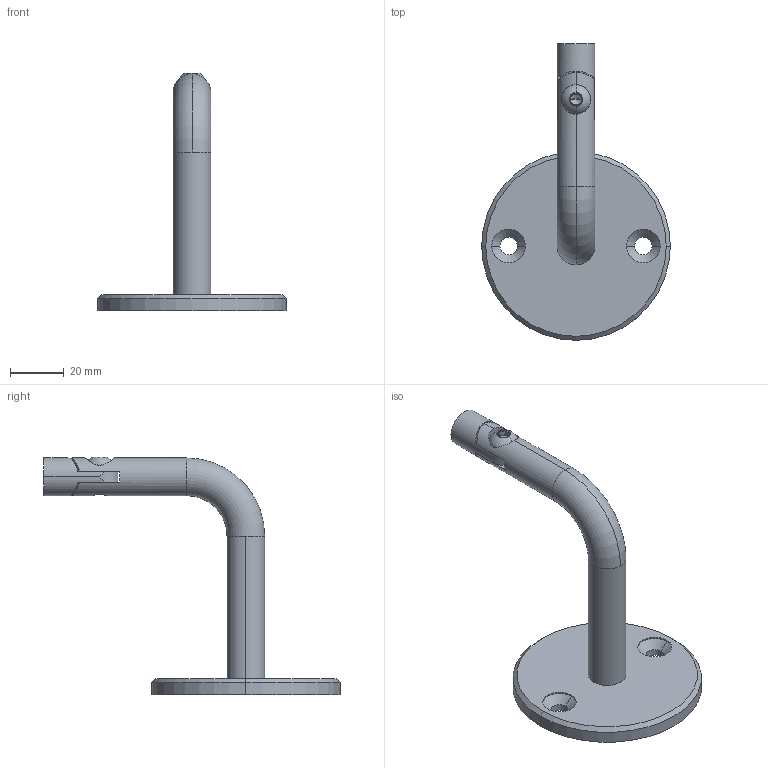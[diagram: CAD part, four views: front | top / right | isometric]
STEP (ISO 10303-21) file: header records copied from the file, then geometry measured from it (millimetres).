
FILE_DESCRIPTION (( 'STEP AP203' ), '1' );
FILE_NAME ('50207-240.step', '2020-09-02T14:09:09', ( '' ), ( '' ), 'SwSTEP 2.0', 'SolidWorks 2018', '' );
FILE_SCHEMA (( 'CONFIG_CONTROL_DESIGN' ));
Length unit declared in the file: millimetre
Products named in the file (14): DIN7991 M6x16_Keyshot; 5024X-240 Konfig_50244-240 Keyshot; 5020X-240 Teil1_50203-240 Teil1; 5024X-240 Konfig; 5024X-240 Teil1; 5024X-240 Teil3_ISO7380 M6x10; 5020X-240 Teil1; 50207-240; 5024X-240 Teil2; 5024X-240 Teil1_50244-240 Teil1; 5024X-240 Teil3; 5024X-240 Teil2_50244-240 Teil2; DIN7991 M6x16
Assembly tree (9 placements, depth 3):
  5024X-240 Teil1
  5020X-240 Teil1
  50207-240
    DIN7991 M6x16
    5024X-240 Konfig
      5024X-240 Teil3
  5024X-240 Teil2
  50207-240
    5020X-240 Teil1_50203-240 Teil1
    5024X-240 Konfig_50244-240 Keyshot
      5024X-240 Teil1_50244-240 Teil1
      5024X-240 Teil2_50244-240 Teil2
      5024X-240 Teil3_ISO7380 M6x10
    DIN7991 M6x16_Keyshot
Bounding box: 70 x 110 x 88.35 mm (x, y, z)
Volume: 42176.5 mm3; surface area: 18304 mm2
Topology: 5 solids, 5 shells, 358 faces, 922 edges, 598 vertices
Faces by surface type: plane 154, bspline 98, cylinder 68, cone 34, torus 2, sphere 2
Entity records: 22131 total; most frequent: CARTESIAN_POINT 12848, ORIENTED_EDGE 1822, DIRECTION 1306, EDGE_CURVE 911, VERTEX_POINT 592, VECTOR 518, LINE 518, EDGE_LOOP 399
